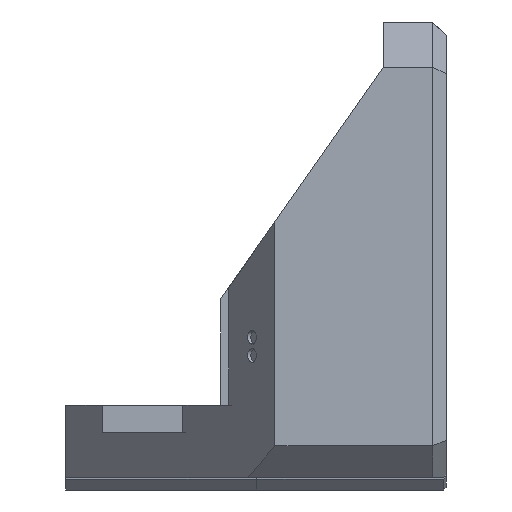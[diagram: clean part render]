
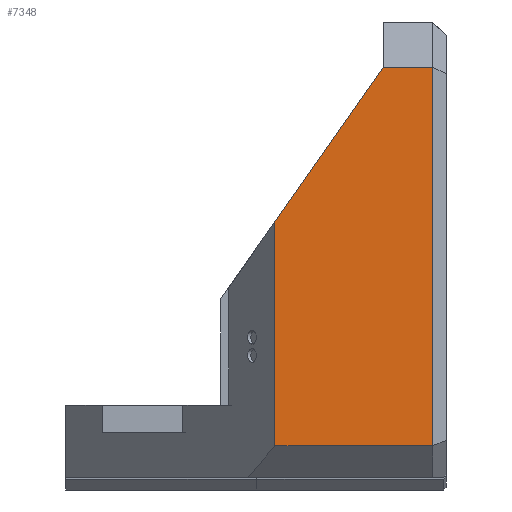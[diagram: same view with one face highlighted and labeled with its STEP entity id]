
A CAD part, left-side view. The second image highlights one B-rep face of the part: STEP entity #7348.
In plain terms, the highlighted planar face has unit normal (-1, 0, 0).
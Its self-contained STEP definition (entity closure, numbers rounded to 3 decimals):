
#324=PLANE('',#7914);
#1041=LINE('',#11445,#1959);
#1049=LINE('',#11461,#1967);
#1051=LINE('',#11465,#1969);
#1052=LINE('',#11467,#1970);
#1053=LINE('',#11468,#1971);
#1959=VECTOR('',#9313,10.);
#1967=VECTOR('',#9325,10.);
#1969=VECTOR('',#9329,10.);
#1970=VECTOR('',#9330,10.);
#1971=VECTOR('',#9331,10.);
#2608=FACE_OUTER_BOUND('',#3059,.T.);
#3059=EDGE_LOOP('',(#6262,#6263,#6264,#6265,#6266));
#3764=VERTEX_POINT('',#11405);
#3776=VERTEX_POINT('',#11441);
#3782=VERTEX_POINT('',#11460);
#3783=VERTEX_POINT('',#11464);
#3784=VERTEX_POINT('',#11466);
#4657=EDGE_CURVE('',#3776,#3764,#1041,.T.);
#4665=EDGE_CURVE('',#3764,#3782,#1049,.T.);
#4667=EDGE_CURVE('',#3783,#3776,#1051,.T.);
#4668=EDGE_CURVE('',#3783,#3784,#1052,.T.);
#4669=EDGE_CURVE('',#3784,#3782,#1053,.T.);
#6262=ORIENTED_EDGE('',*,*,#4657,.F.);
#6263=ORIENTED_EDGE('',*,*,#4667,.F.);
#6264=ORIENTED_EDGE('',*,*,#4668,.T.);
#6265=ORIENTED_EDGE('',*,*,#4669,.T.);
#6266=ORIENTED_EDGE('',*,*,#4665,.F.);
#7348=ADVANCED_FACE('',(#2608),#324,.T.);
#7914=AXIS2_PLACEMENT_3D('',#11463,#9327,#9328);
#9313=DIRECTION('',(0.,0.,-1.));
#9325=DIRECTION('',(0.,1.,0.));
#9327=DIRECTION('center_axis',(-1.,0.,0.));
#9328=DIRECTION('ref_axis',(0.,-1.,0.));
#9329=DIRECTION('',(0.,-1.,0.));
#9330=DIRECTION('',(0.,0.574,-0.819));
#9331=DIRECTION('',(0.,0.,-1.));
#11405=CARTESIAN_POINT('',(-26.225,1.5,3.5));
#11441=CARTESIAN_POINT('',(-26.225,1.5,45.5));
#11445=CARTESIAN_POINT('',(-26.225,1.5,0.));
#11460=CARTESIAN_POINT('',(-26.225,19.,3.5));
#11461=CARTESIAN_POINT('',(-26.225,31.65,3.5));
#11463=CARTESIAN_POINT('Origin',(-26.225,42.2,0.));
#11464=CARTESIAN_POINT('',(-26.225,7.,45.5));
#11465=CARTESIAN_POINT('',(-26.225,31.65,45.5));
#11466=CARTESIAN_POINT('',(-26.225,19.,28.362));
#11467=CARTESIAN_POINT('',(-26.225,32.479,9.112));
#11468=CARTESIAN_POINT('',(-26.225,19.,4.));
